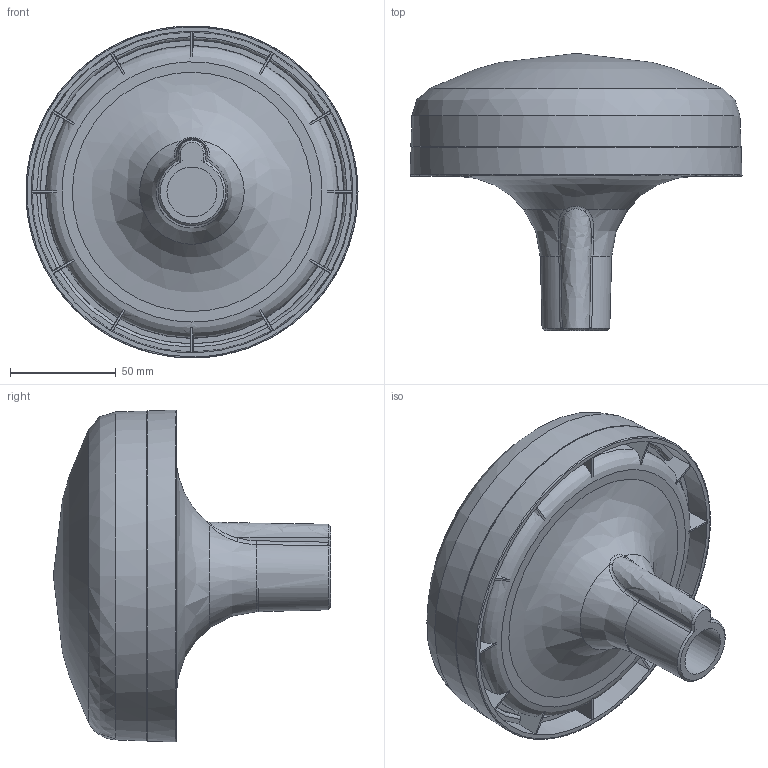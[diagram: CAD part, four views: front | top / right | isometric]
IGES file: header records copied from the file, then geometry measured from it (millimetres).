
Global section: file name: 20-035-500G-3; native system: Autodesk Inventor 2020; preprocessor: unknown; author: yishizumi; date: 20200827.172924; units: millimetre
Bounding box: 156.89 x 131 x 156.88 mm (x, y, z)
Volume: 972456.4 mm3; surface area: 78020.4 mm2
Topology: 1 solids, 3 shells, 146 faces, 405 edges, 270 vertices
Faces by surface type: bspline 146
